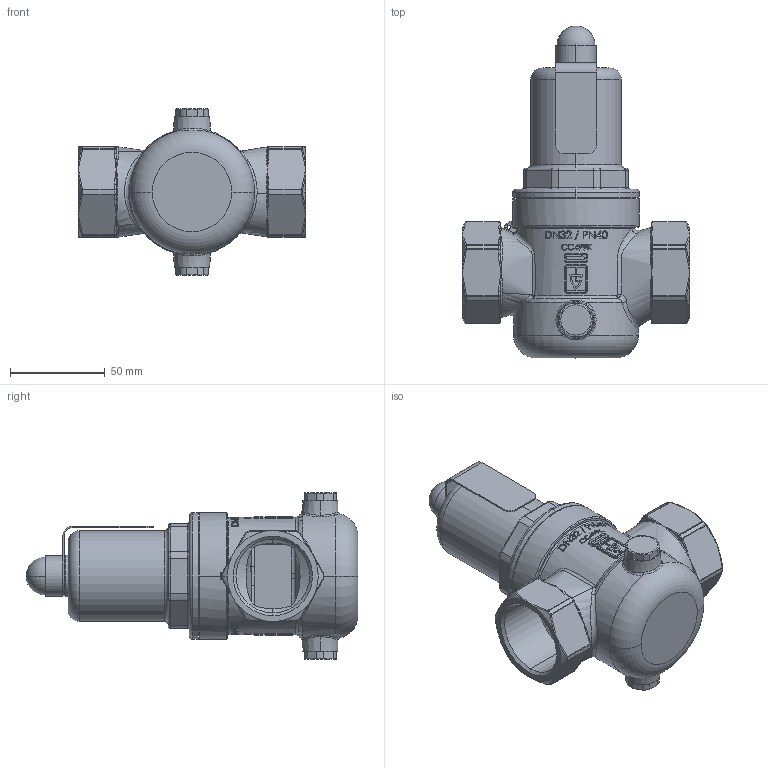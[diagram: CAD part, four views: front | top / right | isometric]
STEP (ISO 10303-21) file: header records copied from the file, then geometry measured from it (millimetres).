
FILE_DESCRIPTION (( 'STEP AP214' ), '1' );
FILE_NAME ('681mGFO-SP-32-f+f-32+32.STEP', '2016-04-15T08:46:53', ( '' ), ( '' ), 'SwSTEP 2.0', 'SolidWorks 2016', '' );
FILE_SCHEMA (( 'AUTOMOTIVE_DESIGN' ));
Length unit declared in the file: millimetre
Products named in the file (1): 681mGFO-SP-32-f+f-32+32
Bounding box: 120 x 175.4 x 88 mm (x, y, z)
Volume: 179117.5 mm3; surface area: 97622.4 mm2
Topology: 8 solids, 8 shells, 1350 faces, 3364 edges, 2042 vertices
Faces by surface type: plane 400, bspline 386, cylinder 327, torus 127, cone 72, sphere 38
Entity records: 73834 total; most frequent: CARTESIAN_POINT 29621, ORIENTED_EDGE 6610, DIRECTION 5424, EDGE_CURVE 3305, AXIS2_PLACEMENT_3D 2114, VERTEX_POINT 2039, EDGE_LOOP 1438, UNCERTAINTY_MEASURE_WITH_UNIT 1360
